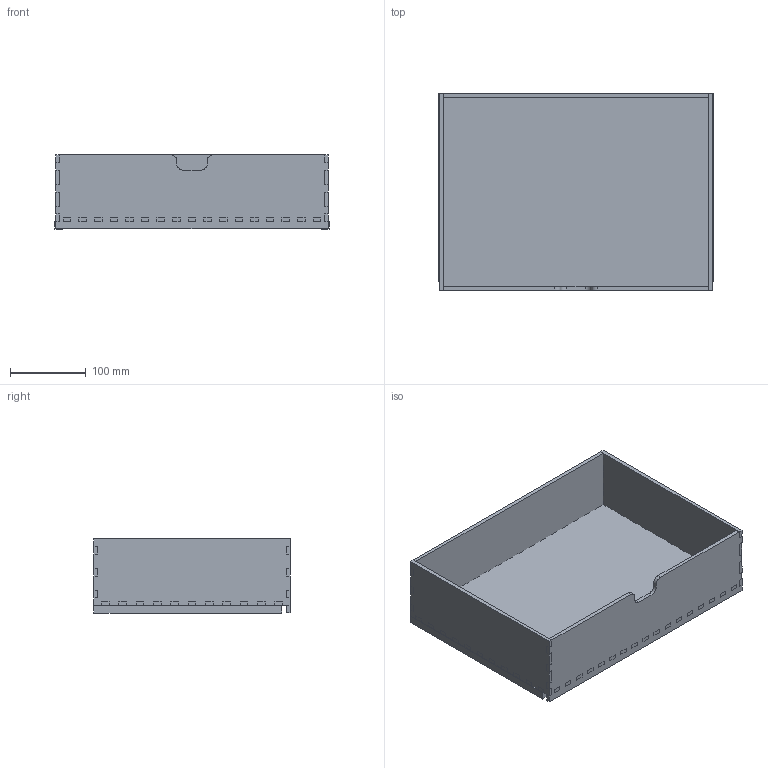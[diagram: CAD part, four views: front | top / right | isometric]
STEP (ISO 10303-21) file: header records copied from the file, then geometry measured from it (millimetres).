
FILE_DESCRIPTION(/* description */ (''),/* implementation_level */ '2;1');
FILE_NAME(/* name */ 'Drawer 3 v17.step',/* time_stamp */ '2020-01-19T21:17:41+01:00',/* author */ (''),/* organization */ (''),/* preprocessor_version */ 'ST-DEVELOPER v18',/* originating_system */ 'Autodesk Translation Framework v8.12.0.6',/* authorisation */ '');
FILE_SCHEMA (('AUTOMOTIVE_DESIGN { 1 0 10303 214 3 1 1 }'));
Length unit declared in the file: millimetre
Products named in the file (1): Drawer 3
Bounding box: 362 x 259 x 98 mm (x, y, z)
Volume: 1034370 mm3; surface area: 444664.3 mm2
Topology: 7 solids, 7 shells, 598 faces, 1752 edges, 1168 vertices
Faces by surface type: plane 594, cylinder 4
Entity records: 19526 total; most frequent: CARTESIAN_POINT 3519, ORIENTED_EDGE 3504, DIRECTION 2958, EDGE_CURVE 1752, LINE 1744, VECTOR 1744, VERTEX_POINT 1168, EDGE_LOOP 632
